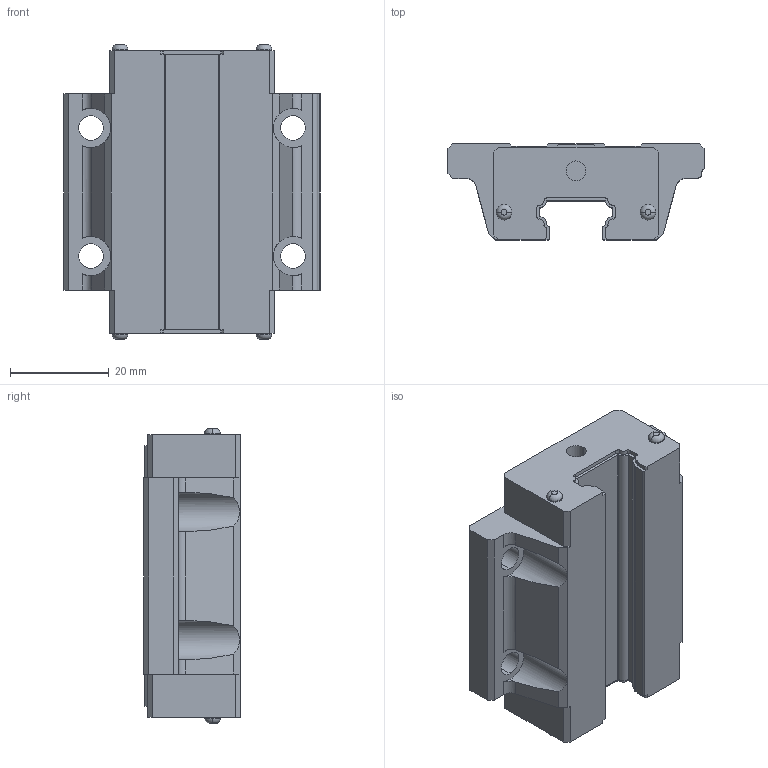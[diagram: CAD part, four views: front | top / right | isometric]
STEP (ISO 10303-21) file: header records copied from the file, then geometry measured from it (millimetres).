
FILE_DESCRIPTION (( 'STEP AP203' ), '1' );
FILE_NAME ('EGW15CC.STEP', '2007-01-12T09:14:20', ( 'HIWIN GmbH' ), ( '77654 Offenburg' ), 'SwSTEP 2.0', 'SolidWorks 2006104', '' );
FILE_SCHEMA (( 'CONFIG_CONTROL_DESIGN' ));
Length unit declared in the file: millimetre
Products named in the file (1): EGW15CC
Bounding box: 52 x 19.5 x 59.8 mm (x, y, z)
Volume: 36913.8 mm3; surface area: 10507.9 mm2
Topology: 1 solids, 1 shells, 192 faces, 565 edges, 383 vertices
Faces by surface type: cylinder 93, plane 91, torus 8
Entity records: 7975 total; most frequent: CARTESIAN_POINT 2812, ORIENTED_EDGE 1130, DIRECTION 989, EDGE_CURVE 565, VERTEX_POINT 383, AXIS2_PLACEMENT_3D 335, VECTOR 319, LINE 319
